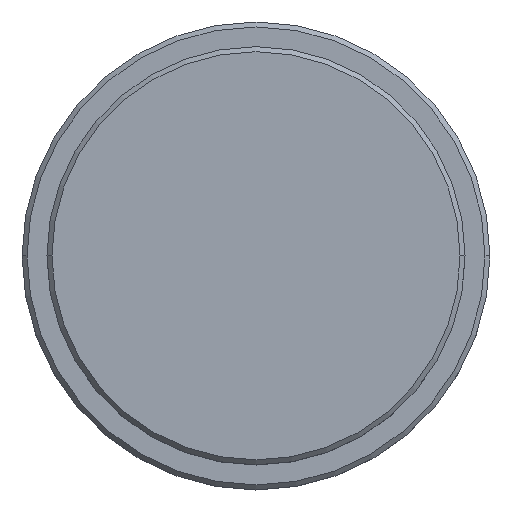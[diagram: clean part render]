
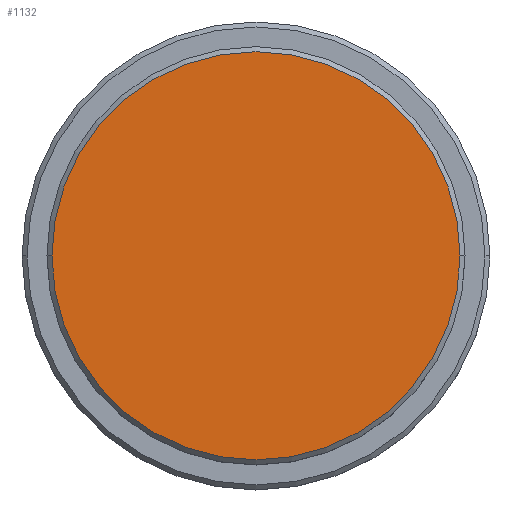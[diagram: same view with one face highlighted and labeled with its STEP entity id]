
A CAD part, top view. The second image highlights one B-rep face of the part: STEP entity #1132.
In plain terms, the highlighted planar face has unit normal (0, 0, 1).
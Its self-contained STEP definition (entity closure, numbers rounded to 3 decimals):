
#3 = AXIS2_PLACEMENT_3D ( 'NONE', #488, #921, #169 ) ;
#16 = CARTESIAN_POINT ( 'NONE',  ( 0., 0., 0. ) ) ;
#47 = EDGE_CURVE ( 'NONE', #554, #396, #280, .T. ) ;
#169 = DIRECTION ( 'NONE',  ( 1., 0., 0. ) ) ;
#203 = CARTESIAN_POINT ( 'NONE',  ( 20.5, 0., 0. ) ) ;
#280 = CIRCLE ( 'NONE', #3, 20.5 ) ;
#341 = ORIENTED_EDGE ( 'NONE', *, *, #47, .T. ) ;
#396 = VERTEX_POINT ( 'NONE', #203 ) ;
#482 = CARTESIAN_POINT ( 'NONE',  ( -20.5, 0., 0. ) ) ;
#488 = CARTESIAN_POINT ( 'NONE',  ( 0., 0., 0. ) ) ;
#500 = DIRECTION ( 'NONE',  ( 0., 0., 1. ) ) ;
#554 = VERTEX_POINT ( 'NONE', #482 ) ;
#794 = AXIS2_PLACEMENT_3D ( 'NONE', #1378, #500, #1036 ) ;
#796 = CIRCLE ( 'NONE', #1330, 20.5 ) ;
#921 = DIRECTION ( 'NONE',  ( 0., 0., 1. ) ) ;
#988 = ORIENTED_EDGE ( 'NONE', *, *, #1395, .T. ) ;
#999 = EDGE_LOOP ( 'NONE', ( #341, #988 ) ) ;
#1036 = DIRECTION ( 'NONE',  ( 1., 0., 0. ) ) ;
#1111 = DIRECTION ( 'NONE',  ( 0., 0., 1. ) ) ;
#1128 = DIRECTION ( 'NONE',  ( 1., 0., 0. ) ) ;
#1132 = ADVANCED_FACE ( 'NONE', ( #1369 ), #1162, .T. ) ;
#1162 = PLANE ( 'NONE',  #794 ) ;
#1330 = AXIS2_PLACEMENT_3D ( 'NONE', #16, #1111, #1128 ) ;
#1369 = FACE_OUTER_BOUND ( 'NONE', #999, .T. ) ;
#1378 = CARTESIAN_POINT ( 'NONE',  ( 0., 0., 0. ) ) ;
#1395 = EDGE_CURVE ( 'NONE', #396, #554, #796, .T. ) ;
